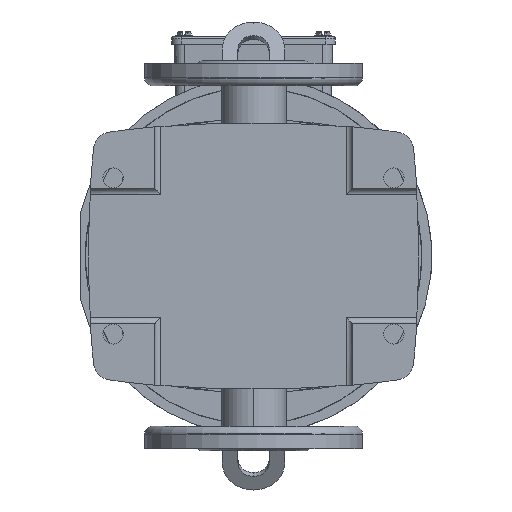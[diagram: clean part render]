
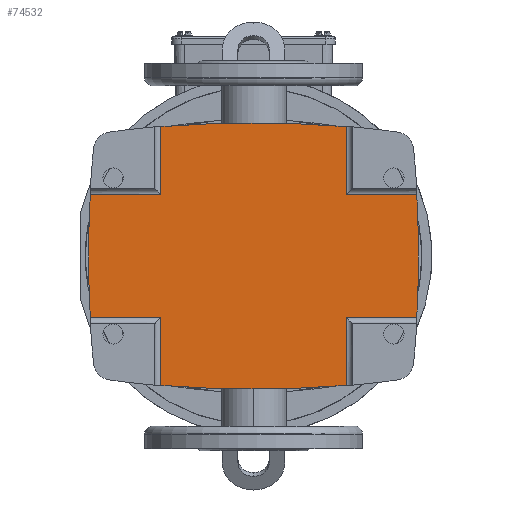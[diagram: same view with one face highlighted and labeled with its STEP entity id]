
A CAD part, front view. The second image highlights one B-rep face of the part: STEP entity #74532.
In plain terms, the highlighted planar face has unit normal (0, -1, 0).
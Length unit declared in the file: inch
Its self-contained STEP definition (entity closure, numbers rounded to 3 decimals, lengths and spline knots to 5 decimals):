
#402 = DIRECTION ( 'NONE',  ( 0., 0., 1. ) ) ;
#2445 = VERTEX_POINT ( 'NONE', #72976 ) ;
#2576 = EDGE_CURVE ( 'NONE', #21831, #48751, #45288, .T. ) ;
#3305 = VECTOR ( 'NONE', #24021, 39.37008 ) ;
#4352 = ORIENTED_EDGE ( 'NONE', *, *, #67693, .T. ) ;
#4571 = EDGE_CURVE ( 'NONE', #87504, #62143, #12752, .T. ) ;
#5480 = CIRCLE ( 'NONE', #27209, 27.26527 ) ;
#6251 = EDGE_CURVE ( 'NONE', #68327, #77377, #18975, .T. ) ;
#8040 = LINE ( 'NONE', #63917, #66507 ) ;
#8729 = CARTESIAN_POINT ( 'NONE',  ( 1.54265, 0.19685, -4.59646 ) ) ;
#9788 = ORIENTED_EDGE ( 'NONE', *, *, #69019, .F. ) ;
#11002 = DIRECTION ( 'NONE',  ( 0., 0., 1. ) ) ;
#11279 = VERTEX_POINT ( 'NONE', #26471 ) ;
#12752 = LINE ( 'NONE', #8729, #42477 ) ;
#13494 = CARTESIAN_POINT ( 'NONE',  ( -3.26434, 0.19685, -2.33625 ) ) ;
#13710 = VECTOR ( 'NONE', #49024, 39.37008 ) ;
#14907 = CARTESIAN_POINT ( 'NONE',  ( -1.54265, 0.19685, -4.59646 ) ) ;
#14932 = CARTESIAN_POINT ( 'NONE',  ( -1.54265, 0.19685, 2.33625 ) ) ;
#16836 = ORIENTED_EDGE ( 'NONE', *, *, #18316, .T. ) ;
#17803 = VERTEX_POINT ( 'NONE', #14932 ) ;
#17957 = LINE ( 'NONE', #36000, #13710 ) ;
#18316 = EDGE_CURVE ( 'NONE', #82458, #11279, #68597, .T. ) ;
#18975 = CIRCLE ( 'NONE', #66555, 26.47079 ) ;
#21831 = VERTEX_POINT ( 'NONE', #29683 ) ;
#21903 = ORIENTED_EDGE ( 'NONE', *, *, #86822, .T. ) ;
#22165 = ORIENTED_EDGE ( 'NONE', *, *, #36150, .F. ) ;
#22510 = VERTEX_POINT ( 'NONE', #25328 ) ;
#23817 = DIRECTION ( 'NONE',  ( 0., 0., 1. ) ) ;
#24021 = DIRECTION ( 'NONE',  ( 1., 0., 0. ) ) ;
#25255 = FACE_OUTER_BOUND ( 'NONE', #28318, .T. ) ;
#25328 = CARTESIAN_POINT ( 'NONE',  ( 3.26434, 0.19685, -2.33625 ) ) ;
#25637 = AXIS2_PLACEMENT_3D ( 'NONE', #58682, #31132, #56599 ) ;
#26471 = CARTESIAN_POINT ( 'NONE',  ( -1.54265, 0.19685, 4.11924 ) ) ;
#26920 = CARTESIAN_POINT ( 'NONE',  ( -4.59646, 0.19685, 2.33625 ) ) ;
#27209 = AXIS2_PLACEMENT_3D ( 'NONE', #33990, #40849, #402 ) ;
#28318 = EDGE_LOOP ( 'NONE', ( #46525, #22165, #31488, #21903, #9788, #52853, #63614, #37996, #32789, #88150, #83649, #4352, #63202, #16836 ) ) ;
#29683 = CARTESIAN_POINT ( 'NONE',  ( 1.54265, 0.19685, 2.33625 ) ) ;
#30344 = DIRECTION ( 'NONE',  ( 0., 0., 1. ) ) ;
#30943 = CARTESIAN_POINT ( 'NONE',  ( 0., 0.19685, -23.10236 ) ) ;
#31132 = DIRECTION ( 'NONE',  ( 0., -1., 0. ) ) ;
#31488 = ORIENTED_EDGE ( 'NONE', *, *, #6251, .T. ) ;
#31555 = PLANE ( 'NONE',  #35008 ) ;
#31855 = DIRECTION ( 'NONE',  ( 0., 0., 1. ) ) ;
#32789 = ORIENTED_EDGE ( 'NONE', *, *, #45814, .T. ) ;
#33369 = EDGE_CURVE ( 'NONE', #17803, #11279, #61427, .T. ) ;
#33990 = CARTESIAN_POINT ( 'NONE',  ( 0., 0.19685, 23.10236 ) ) ;
#34419 = CARTESIAN_POINT ( 'NONE',  ( 0., 0.19685, 4.16291 ) ) ;
#35008 = AXIS2_PLACEMENT_3D ( 'NONE', #79021, #59663, #85892 ) ;
#35619 = CARTESIAN_POINT ( 'NONE',  ( -3.26434, 0.19685, 2.33625 ) ) ;
#36000 = CARTESIAN_POINT ( 'NONE',  ( -4.59646, 0.19685, -2.33625 ) ) ;
#36150 = EDGE_CURVE ( 'NONE', #68327, #17803, #8040, .T. ) ;
#37996 = ORIENTED_EDGE ( 'NONE', *, *, #4571, .T. ) ;
#38031 = CARTESIAN_POINT ( 'NONE',  ( -1.54265, 0.19685, -4.59646 ) ) ;
#40849 = DIRECTION ( 'NONE',  ( 0., 1., 0. ) ) ;
#41456 = CIRCLE ( 'NONE', #80401, 26.47079 ) ;
#41788 = EDGE_CURVE ( 'NONE', #2445, #82458, #71435, .T. ) ;
#41825 = VERTEX_POINT ( 'NONE', #57327 ) ;
#41934 = DIRECTION ( 'NONE',  ( 0., 0., 1. ) ) ;
#42477 = VECTOR ( 'NONE', #56200, 39.37008 ) ;
#43200 = DIRECTION ( 'NONE',  ( 1., 0., 0. ) ) ;
#43440 = VECTOR ( 'NONE', #11002, 39.37008 ) ;
#43930 = CARTESIAN_POINT ( 'NONE',  ( -4.59646, 0.19685, -2.33625 ) ) ;
#44907 = CARTESIAN_POINT ( 'NONE',  ( 23.10315, 0.19685, 0. ) ) ;
#45288 = LINE ( 'NONE', #26920, #53706 ) ;
#45814 = EDGE_CURVE ( 'NONE', #62143, #22510, #17957, .T. ) ;
#45984 = LINE ( 'NONE', #14907, #58674 ) ;
#46525 = ORIENTED_EDGE ( 'NONE', *, *, #33369, .F. ) ;
#48751 = VERTEX_POINT ( 'NONE', #87233 ) ;
#49024 = DIRECTION ( 'NONE',  ( 1., 0., 0. ) ) ;
#49617 = CARTESIAN_POINT ( 'NONE',  ( -23.10315, 0.19685, 0. ) ) ;
#50072 = LINE ( 'NONE', #43930, #3305 ) ;
#50184 = LINE ( 'NONE', #80313, #66158 ) ;
#51306 = CARTESIAN_POINT ( 'NONE',  ( -1.54265, 0.19685, -2.33625 ) ) ;
#51575 = VERTEX_POINT ( 'NONE', #51306 ) ;
#52853 = ORIENTED_EDGE ( 'NONE', *, *, #57587, .F. ) ;
#53691 = CARTESIAN_POINT ( 'NONE',  ( 0., 0.19685, 23.10236 ) ) ;
#53706 = VECTOR ( 'NONE', #74410, 39.37008 ) ;
#54117 = CARTESIAN_POINT ( 'NONE',  ( -1.54265, 0.19685, -4.11924 ) ) ;
#56200 = DIRECTION ( 'NONE',  ( 0., 0., 1. ) ) ;
#56427 = DIRECTION ( 'NONE',  ( 0., 1., 0. ) ) ;
#56599 = DIRECTION ( 'NONE',  ( 0., 0., 1. ) ) ;
#57327 = CARTESIAN_POINT ( 'NONE',  ( 0., 0.19685, -4.16291 ) ) ;
#57587 = EDGE_CURVE ( 'NONE', #41825, #64993, #80570, .T. ) ;
#58674 = VECTOR ( 'NONE', #41934, 39.37008 ) ;
#58682 = CARTESIAN_POINT ( 'NONE',  ( 0., 0.19685, -23.10236 ) ) ;
#59663 = DIRECTION ( 'NONE',  ( 0., 1., 0. ) ) ;
#61127 = DIRECTION ( 'NONE',  ( 0., 1., 0. ) ) ;
#61427 = LINE ( 'NONE', #38031, #43440 ) ;
#62143 = VERTEX_POINT ( 'NONE', #82730 ) ;
#63202 = ORIENTED_EDGE ( 'NONE', *, *, #41788, .T. ) ;
#63614 = ORIENTED_EDGE ( 'NONE', *, *, #65008, .F. ) ;
#63917 = CARTESIAN_POINT ( 'NONE',  ( -4.59646, 0.19685, 2.33625 ) ) ;
#64993 = VERTEX_POINT ( 'NONE', #54117 ) ;
#65008 = EDGE_CURVE ( 'NONE', #87504, #41825, #5480, .T. ) ;
#65344 = DIRECTION ( 'NONE',  ( 0., -1., 0. ) ) ;
#66158 = VECTOR ( 'NONE', #73198, 39.37008 ) ;
#66507 = VECTOR ( 'NONE', #43200, 39.37008 ) ;
#66555 = AXIS2_PLACEMENT_3D ( 'NONE', #44907, #86476, #31855 ) ;
#66735 = AXIS2_PLACEMENT_3D ( 'NONE', #53691, #61127, #81337 ) ;
#67693 = EDGE_CURVE ( 'NONE', #21831, #2445, #50184, .T. ) ;
#68327 = VERTEX_POINT ( 'NONE', #35619 ) ;
#68597 = CIRCLE ( 'NONE', #25637, 27.26527 ) ;
#69019 = EDGE_CURVE ( 'NONE', #64993, #51575, #45984, .T. ) ;
#71435 = CIRCLE ( 'NONE', #71518, 27.26527 ) ;
#71518 = AXIS2_PLACEMENT_3D ( 'NONE', #30943, #65344, #23817 ) ;
#72094 = EDGE_CURVE ( 'NONE', #48751, #22510, #41456, .T. ) ;
#72976 = CARTESIAN_POINT ( 'NONE',  ( 1.54265, 0.19685, 4.11924 ) ) ;
#73198 = DIRECTION ( 'NONE',  ( 0., 0., 1. ) ) ;
#74410 = DIRECTION ( 'NONE',  ( 1., 0., 0. ) ) ;
#74532 = ADVANCED_FACE ( 'NONE', ( #25255 ), #31555, .F. ) ;
#76536 = CARTESIAN_POINT ( 'NONE',  ( 1.54265, 0.19685, -4.11924 ) ) ;
#77377 = VERTEX_POINT ( 'NONE', #13494 ) ;
#79021 = CARTESIAN_POINT ( 'NONE',  ( -1.54265, 0.19685, -4.59646 ) ) ;
#80313 = CARTESIAN_POINT ( 'NONE',  ( 1.54265, 0.19685, -4.59646 ) ) ;
#80401 = AXIS2_PLACEMENT_3D ( 'NONE', #49617, #56427, #30344 ) ;
#80570 = CIRCLE ( 'NONE', #66735, 27.26527 ) ;
#81337 = DIRECTION ( 'NONE',  ( 0., 0., 1. ) ) ;
#82458 = VERTEX_POINT ( 'NONE', #34419 ) ;
#82730 = CARTESIAN_POINT ( 'NONE',  ( 1.54265, 0.19685, -2.33625 ) ) ;
#83649 = ORIENTED_EDGE ( 'NONE', *, *, #2576, .F. ) ;
#85892 = DIRECTION ( 'NONE',  ( 0., 0., 1. ) ) ;
#86476 = DIRECTION ( 'NONE',  ( 0., -1., 0. ) ) ;
#86822 = EDGE_CURVE ( 'NONE', #77377, #51575, #50072, .T. ) ;
#87233 = CARTESIAN_POINT ( 'NONE',  ( 3.26434, 0.19685, 2.33625 ) ) ;
#87504 = VERTEX_POINT ( 'NONE', #76536 ) ;
#88150 = ORIENTED_EDGE ( 'NONE', *, *, #72094, .F. ) ;
